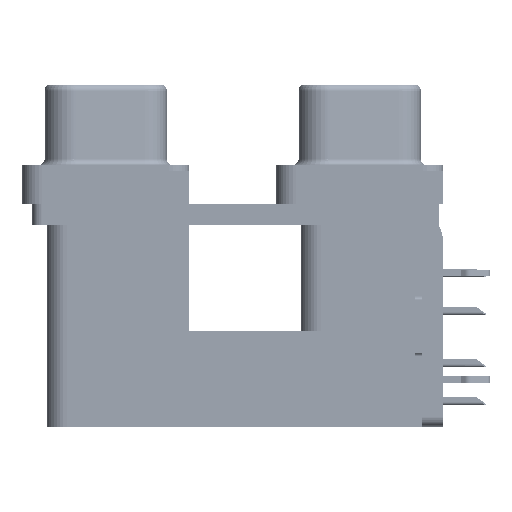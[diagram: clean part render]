
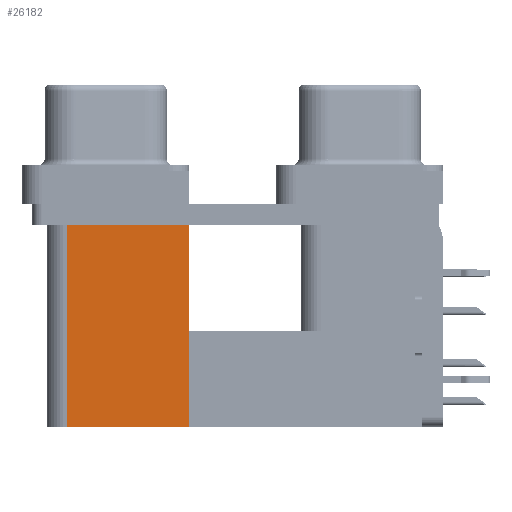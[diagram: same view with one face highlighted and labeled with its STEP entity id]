
A CAD part, left-side view. The second image highlights one B-rep face of the part: STEP entity #26182.
In plain terms, the highlighted planar face has unit normal (-1, 0, 0).
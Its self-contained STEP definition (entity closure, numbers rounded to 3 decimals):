
#379 = CARTESIAN_POINT ( 'NONE',  ( 3.79, 21.975, -19.2 ) ) ;
#2525 = LINE ( 'NONE', #35494, #30002 ) ;
#3050 = EDGE_LOOP ( 'NONE', ( #38626, #19568, #38709, #38099 ) ) ;
#3549 = VERTEX_POINT ( 'NONE', #50493 ) ;
#4231 = EDGE_CURVE ( 'NONE', #7663, #19380, #31485, .T. ) ;
#4413 = VECTOR ( 'NONE', #52568, 1000. ) ;
#7123 = CARTESIAN_POINT ( 'NONE',  ( 3.79, 12.775, -19.2 ) ) ;
#7663 = VERTEX_POINT ( 'NONE', #7123 ) ;
#10906 = LINE ( 'NONE', #27404, #37425 ) ;
#11266 = LINE ( 'NONE', #31556, #26061 ) ;
#12864 = DIRECTION ( 'NONE',  ( 0., 0., -1. ) ) ;
#12999 = CARTESIAN_POINT ( 'NONE',  ( 3.79, 21.975, -2.5 ) ) ;
#13395 = CARTESIAN_POINT ( 'NONE',  ( 3.79, 12.775, -19.2 ) ) ;
#14011 = EDGE_CURVE ( 'NONE', #19380, #22084, #11266, .T. ) ;
#19380 = VERTEX_POINT ( 'NONE', #379 ) ;
#19568 = ORIENTED_EDGE ( 'NONE', *, *, #14011, .F. ) ;
#22084 = VERTEX_POINT ( 'NONE', #12999 ) ;
#26061 = VECTOR ( 'NONE', #38670, 1000. ) ;
#26182 = ADVANCED_FACE ( 'NONE', ( #45591 ), #49907, .F. ) ;
#27404 = CARTESIAN_POINT ( 'NONE',  ( 3.79, 12.775, -2.5 ) ) ;
#30002 = VECTOR ( 'NONE', #42557, 1000. ) ;
#31485 = LINE ( 'NONE', #32029, #4413 ) ;
#31556 = CARTESIAN_POINT ( 'NONE',  ( 3.79, 21.975, -19.2 ) ) ;
#32029 = CARTESIAN_POINT ( 'NONE',  ( 3.79, 12.775, -19.2 ) ) ;
#35494 = CARTESIAN_POINT ( 'NONE',  ( 3.79, 12.775, -19.2 ) ) ;
#37425 = VECTOR ( 'NONE', #44966, 1000. ) ;
#38099 = ORIENTED_EDGE ( 'NONE', *, *, #53408, .T. ) ;
#38626 = ORIENTED_EDGE ( 'NONE', *, *, #39870, .T. ) ;
#38670 = DIRECTION ( 'NONE',  ( 0., 0., 1. ) ) ;
#38709 = ORIENTED_EDGE ( 'NONE', *, *, #4231, .F. ) ;
#39870 = EDGE_CURVE ( 'NONE', #3549, #22084, #10906, .T. ) ;
#42557 = DIRECTION ( 'NONE',  ( 0., 0., 1. ) ) ;
#44966 = DIRECTION ( 'NONE',  ( 0., 1., 0. ) ) ;
#45591 = FACE_OUTER_BOUND ( 'NONE', #3050, .T. ) ;
#46113 = DIRECTION ( 'NONE',  ( 1., 0., 0. ) ) ;
#47749 = AXIS2_PLACEMENT_3D ( 'NONE', #13395, #46113, #12864 ) ;
#49907 = PLANE ( 'NONE',  #47749 ) ;
#50493 = CARTESIAN_POINT ( 'NONE',  ( 3.79, 12.775, -2.5 ) ) ;
#52568 = DIRECTION ( 'NONE',  ( 0., 1., 0. ) ) ;
#53408 = EDGE_CURVE ( 'NONE', #7663, #3549, #2525, .T. ) ;
